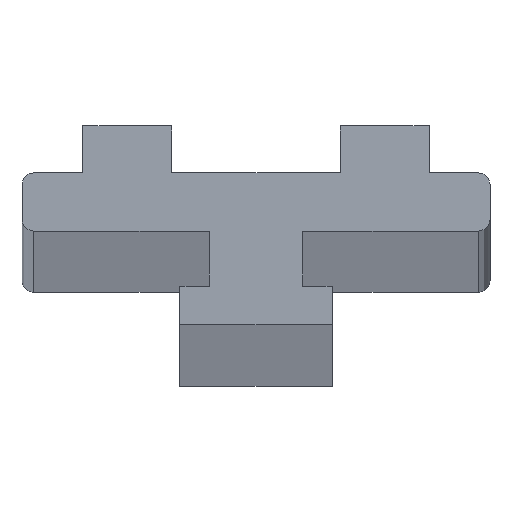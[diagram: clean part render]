
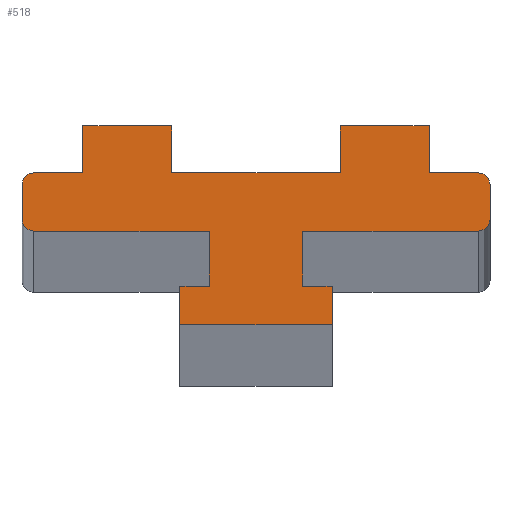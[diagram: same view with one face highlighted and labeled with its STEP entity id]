
A CAD part, top view. The second image highlights one B-rep face of the part: STEP entity #518.
In plain terms, the highlighted planar face has unit normal (0, 0, 1).
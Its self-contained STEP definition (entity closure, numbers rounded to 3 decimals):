
#16=CIRCLE('',#551,1.);
#18=CIRCLE('',#555,1.);
#20=CIRCLE('',#567,1.);
#22=CIRCLE('',#571,1.);
#52=FACE_OUTER_BOUND('',#78,.T.);
#78=EDGE_LOOP('',(#447,#448,#449,#450,#451,#452,#453,#454,#455,#456,#457,
#458,#459,#460,#461,#462,#463,#464,#465,#466,#467,#468,#469,#470));
#81=LINE('',#718,#145);
#84=LINE('',#724,#148);
#87=LINE('',#730,#151);
#90=LINE('',#736,#154);
#93=LINE('',#742,#157);
#96=LINE('',#748,#160);
#99=LINE('',#754,#163);
#103=LINE('',#766,#167);
#107=LINE('',#778,#171);
#110=LINE('',#784,#174);
#113=LINE('',#790,#177);
#116=LINE('',#796,#180);
#119=LINE('',#802,#183);
#122=LINE('',#808,#186);
#125=LINE('',#814,#189);
#128=LINE('',#820,#192);
#131=LINE('',#826,#195);
#135=LINE('',#838,#199);
#139=LINE('',#850,#203);
#142=LINE('',#854,#206);
#145=VECTOR('',#582,10.);
#148=VECTOR('',#587,10.);
#151=VECTOR('',#592,10.);
#154=VECTOR('',#597,10.);
#157=VECTOR('',#602,10.);
#160=VECTOR('',#607,10.);
#163=VECTOR('',#612,10.);
#167=VECTOR('',#624,10.);
#171=VECTOR('',#636,10.);
#174=VECTOR('',#641,10.);
#177=VECTOR('',#646,10.);
#180=VECTOR('',#651,10.);
#183=VECTOR('',#656,10.);
#186=VECTOR('',#661,10.);
#189=VECTOR('',#666,10.);
#192=VECTOR('',#671,10.);
#195=VECTOR('',#676,10.);
#199=VECTOR('',#688,10.);
#203=VECTOR('',#700,10.);
#206=VECTOR('',#705,10.);
#209=VERTEX_POINT('',#715);
#210=VERTEX_POINT('',#717);
#212=VERTEX_POINT('',#723);
#214=VERTEX_POINT('',#729);
#216=VERTEX_POINT('',#735);
#218=VERTEX_POINT('',#741);
#220=VERTEX_POINT('',#747);
#222=VERTEX_POINT('',#753);
#224=VERTEX_POINT('',#759);
#226=VERTEX_POINT('',#765);
#228=VERTEX_POINT('',#771);
#230=VERTEX_POINT('',#777);
#232=VERTEX_POINT('',#783);
#234=VERTEX_POINT('',#789);
#236=VERTEX_POINT('',#795);
#238=VERTEX_POINT('',#801);
#240=VERTEX_POINT('',#807);
#242=VERTEX_POINT('',#813);
#244=VERTEX_POINT('',#819);
#246=VERTEX_POINT('',#825);
#248=VERTEX_POINT('',#831);
#250=VERTEX_POINT('',#837);
#252=VERTEX_POINT('',#843);
#254=VERTEX_POINT('',#849);
#257=EDGE_CURVE('',#210,#209,#81,.T.);
#260=EDGE_CURVE('',#212,#210,#84,.T.);
#263=EDGE_CURVE('',#214,#212,#87,.T.);
#266=EDGE_CURVE('',#216,#214,#90,.T.);
#269=EDGE_CURVE('',#218,#216,#93,.T.);
#272=EDGE_CURVE('',#220,#218,#96,.T.);
#275=EDGE_CURVE('',#222,#220,#99,.T.);
#278=EDGE_CURVE('',#224,#222,#16,.T.);
#281=EDGE_CURVE('',#226,#224,#103,.T.);
#284=EDGE_CURVE('',#228,#226,#18,.T.);
#287=EDGE_CURVE('',#230,#228,#107,.T.);
#290=EDGE_CURVE('',#232,#230,#110,.T.);
#293=EDGE_CURVE('',#234,#232,#113,.T.);
#296=EDGE_CURVE('',#236,#234,#116,.T.);
#299=EDGE_CURVE('',#238,#236,#119,.T.);
#302=EDGE_CURVE('',#240,#238,#122,.T.);
#305=EDGE_CURVE('',#242,#240,#125,.T.);
#308=EDGE_CURVE('',#244,#242,#128,.T.);
#311=EDGE_CURVE('',#246,#244,#131,.T.);
#314=EDGE_CURVE('',#248,#246,#20,.T.);
#317=EDGE_CURVE('',#250,#248,#135,.T.);
#320=EDGE_CURVE('',#252,#250,#22,.T.);
#323=EDGE_CURVE('',#254,#252,#139,.T.);
#326=EDGE_CURVE('',#209,#254,#142,.T.);
#447=ORIENTED_EDGE('',*,*,#326,.T.);
#448=ORIENTED_EDGE('',*,*,#323,.T.);
#449=ORIENTED_EDGE('',*,*,#320,.T.);
#450=ORIENTED_EDGE('',*,*,#317,.T.);
#451=ORIENTED_EDGE('',*,*,#314,.T.);
#452=ORIENTED_EDGE('',*,*,#311,.T.);
#453=ORIENTED_EDGE('',*,*,#308,.T.);
#454=ORIENTED_EDGE('',*,*,#305,.T.);
#455=ORIENTED_EDGE('',*,*,#302,.T.);
#456=ORIENTED_EDGE('',*,*,#299,.T.);
#457=ORIENTED_EDGE('',*,*,#296,.T.);
#458=ORIENTED_EDGE('',*,*,#293,.T.);
#459=ORIENTED_EDGE('',*,*,#290,.T.);
#460=ORIENTED_EDGE('',*,*,#287,.T.);
#461=ORIENTED_EDGE('',*,*,#284,.T.);
#462=ORIENTED_EDGE('',*,*,#281,.T.);
#463=ORIENTED_EDGE('',*,*,#278,.T.);
#464=ORIENTED_EDGE('',*,*,#275,.T.);
#465=ORIENTED_EDGE('',*,*,#272,.T.);
#466=ORIENTED_EDGE('',*,*,#269,.T.);
#467=ORIENTED_EDGE('',*,*,#266,.T.);
#468=ORIENTED_EDGE('',*,*,#263,.T.);
#469=ORIENTED_EDGE('',*,*,#260,.T.);
#470=ORIENTED_EDGE('',*,*,#257,.T.);
#492=PLANE('',#575);
#518=ADVANCED_FACE('',(#52),#492,.T.);
#551=AXIS2_PLACEMENT_3D('',#760,#618,#619);
#555=AXIS2_PLACEMENT_3D('',#772,#630,#631);
#567=AXIS2_PLACEMENT_3D('',#832,#682,#683);
#571=AXIS2_PLACEMENT_3D('',#844,#694,#695);
#575=AXIS2_PLACEMENT_3D('',#856,#708,#709);
#582=DIRECTION('',(-1.,0.,0.));
#587=DIRECTION('',(0.,1.,0.));
#592=DIRECTION('',(-1.,0.,0.));
#597=DIRECTION('',(0.,-1.,0.));
#602=DIRECTION('',(-1.,0.,0.));
#607=DIRECTION('',(0.,1.,0.));
#612=DIRECTION('',(-1.,0.,0.));
#618=DIRECTION('center_axis',(0.,0.,1.));
#619=DIRECTION('ref_axis',(-1.,0.,0.));
#624=DIRECTION('',(0.,1.,0.));
#630=DIRECTION('center_axis',(0.,0.,1.));
#631=DIRECTION('ref_axis',(0.,1.,0.));
#636=DIRECTION('',(1.,0.,0.));
#641=DIRECTION('',(0.,1.,0.));
#646=DIRECTION('',(-1.,0.,0.));
#651=DIRECTION('',(0.,1.,0.));
#656=DIRECTION('',(1.,0.,0.));
#661=DIRECTION('',(0.,-1.,0.));
#666=DIRECTION('',(-1.,0.,0.));
#671=DIRECTION('',(0.,-1.,0.));
#676=DIRECTION('',(1.,0.,0.));
#682=DIRECTION('center_axis',(0.,0.,1.));
#683=DIRECTION('ref_axis',(1.,0.,0.));
#688=DIRECTION('',(0.,-1.,0.));
#694=DIRECTION('center_axis',(0.,0.,1.));
#695=DIRECTION('ref_axis',(0.,-1.,0.));
#700=DIRECTION('',(-1.,0.,0.));
#705=DIRECTION('',(0.,-1.,0.));
#708=DIRECTION('center_axis',(0.,0.,1.));
#709=DIRECTION('ref_axis',(1.,0.,0.));
#715=CARTESIAN_POINT('',(-14.8,17.,3000.));
#717=CARTESIAN_POINT('',(-7.2,17.,3000.));
#718=CARTESIAN_POINT('',(-14.8,17.,3000.));
#723=CARTESIAN_POINT('',(-7.2,13.,3000.));
#724=CARTESIAN_POINT('',(-7.2,17.,3000.));
#729=CARTESIAN_POINT('',(7.2,13.,3000.));
#730=CARTESIAN_POINT('',(-7.2,13.,3000.));
#735=CARTESIAN_POINT('',(7.2,17.,3000.));
#736=CARTESIAN_POINT('',(7.2,13.,3000.));
#741=CARTESIAN_POINT('',(14.8,17.,3000.));
#742=CARTESIAN_POINT('',(7.2,17.,3000.));
#747=CARTESIAN_POINT('',(14.8,13.,3000.));
#748=CARTESIAN_POINT('',(14.8,17.,3000.));
#753=CARTESIAN_POINT('',(19.,13.,3000.));
#754=CARTESIAN_POINT('',(14.8,13.,3000.));
#759=CARTESIAN_POINT('',(20.,12.,3000.));
#760=CARTESIAN_POINT('Origin',(19.,12.,3000.));
#765=CARTESIAN_POINT('',(20.,9.,3000.));
#766=CARTESIAN_POINT('',(20.,12.,3000.));
#771=CARTESIAN_POINT('',(19.,8.,3000.));
#772=CARTESIAN_POINT('Origin',(19.,9.,3000.));
#777=CARTESIAN_POINT('',(4.,8.,3000.));
#778=CARTESIAN_POINT('',(19.,8.,3000.));
#783=CARTESIAN_POINT('',(4.,3.3,3000.));
#784=CARTESIAN_POINT('',(4.,8.,3000.));
#789=CARTESIAN_POINT('',(6.5,3.3,3000.));
#790=CARTESIAN_POINT('',(4.,3.3,3000.));
#795=CARTESIAN_POINT('',(6.5,0.,3000.));
#796=CARTESIAN_POINT('',(6.5,3.3,3000.));
#801=CARTESIAN_POINT('',(-6.5,0.,3000.));
#802=CARTESIAN_POINT('',(6.5,0.,3000.));
#807=CARTESIAN_POINT('',(-6.5,3.3,3000.));
#808=CARTESIAN_POINT('',(-6.5,0.,3000.));
#813=CARTESIAN_POINT('',(-4.,3.3,3000.));
#814=CARTESIAN_POINT('',(-6.5,3.3,3000.));
#819=CARTESIAN_POINT('',(-4.,8.,3000.));
#820=CARTESIAN_POINT('',(-4.,3.3,3000.));
#825=CARTESIAN_POINT('',(-19.,8.,3000.));
#826=CARTESIAN_POINT('',(-4.,8.,3000.));
#831=CARTESIAN_POINT('',(-20.,9.,3000.));
#832=CARTESIAN_POINT('Origin',(-19.,9.,3000.));
#837=CARTESIAN_POINT('',(-20.,12.,3000.));
#838=CARTESIAN_POINT('',(-20.,9.,3000.));
#843=CARTESIAN_POINT('',(-19.,13.,3000.));
#844=CARTESIAN_POINT('Origin',(-19.,12.,3000.));
#849=CARTESIAN_POINT('',(-14.8,13.,3000.));
#850=CARTESIAN_POINT('',(-19.,13.,3000.));
#854=CARTESIAN_POINT('',(-14.8,13.,3000.));
#856=CARTESIAN_POINT('Origin',(0.,9.539,3000.));
